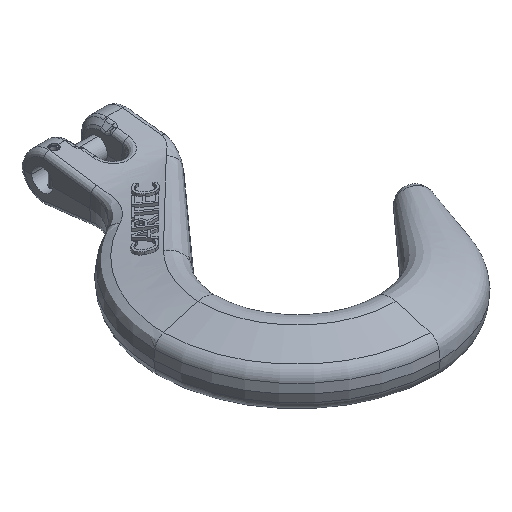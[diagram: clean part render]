
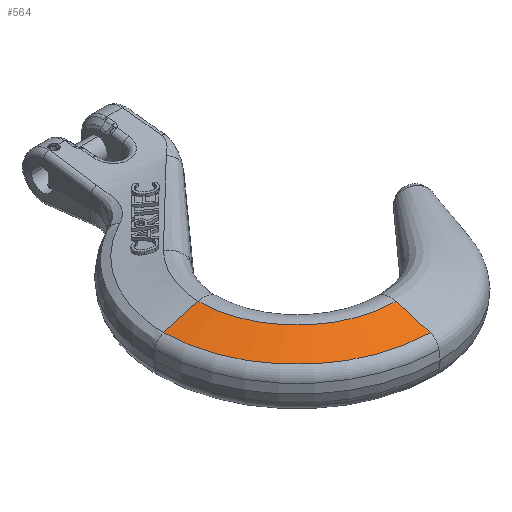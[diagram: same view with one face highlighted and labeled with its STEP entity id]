
A CAD part, isometric view. The second image highlights one B-rep face of the part: STEP entity #564.
In plain terms, the highlighted conical face has half-angle 73.69 degrees and reference radius 36.336 mm.
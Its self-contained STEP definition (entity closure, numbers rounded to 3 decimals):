
#564=ADVANCED_FACE('',(#1258),#1259,.T.);
#1258=FACE_OUTER_BOUND('',#14675,.T.);
#1259=CONICAL_SURFACE('',#14676,36.336,1.286);
#14675=EDGE_LOOP('',(#21019,#21020,#21021,#21022,#21023));
#14676=AXIS2_PLACEMENT_3D('',#21024,#21025,#21026);
#21019=ORIENTED_EDGE('',*,*,#22545,.T.);
#21020=ORIENTED_EDGE('',*,*,#22559,.F.);
#21021=ORIENTED_EDGE('',*,*,#22558,.F.);
#21022=ORIENTED_EDGE('',*,*,#22553,.F.);
#21023=ORIENTED_EDGE('',*,*,#22511,.T.);
#21024=CARTESIAN_POINT('',(0.0,0.0,10.548));
#21025=DIRECTION('',(-0.0,-0.0,-1.0));
#21026=DIRECTION('',(-1.0,0.0,0.0));
#22511=EDGE_CURVE('',#23718,#23716,#23719,.T.);
#22545=EDGE_CURVE('',#23716,#23765,#23766,.T.);
#22553=EDGE_CURVE('',#23718,#23775,#23776,.T.);
#22558=EDGE_CURVE('',#23775,#23781,#23782,.T.);
#22559=EDGE_CURVE('',#23781,#23765,#23783,.T.);
#23716=VERTEX_POINT('',#27722);
#23718=VERTEX_POINT('',#27844);
#23719=LINE('',#27845,#27846);
#23765=VERTEX_POINT('',#28651);
#23766=CIRCLE('',#28652,48.807);
#23775=VERTEX_POINT('',#28662);
#23776=CIRCLE('',#28663,36.336);
#23781=VERTEX_POINT('',#28677);
#23782=B_SPLINE_CURVE_WITH_KNOTS('',3,(#28678,#28679,#28680,#28681,#28682,#28683,#28684,#28685,#28686,#28687,#28688,#28689),.UNSPECIFIED.,.F.,.F.,(4,1,1,1,1,1,1,1,1,4),(0.427,0.428,0.43,0.434,0.438,0.5,0.563,0.625,0.688,0.718),.UNSPECIFIED.);
#23783=B_SPLINE_CURVE_WITH_KNOTS('',3,(#28690,#28691,#28692,#28693,#28694,#28695,#28696,#28697,#28698),.UNSPECIFIED.,.F.,.F.,(4,1,1,1,1,1,4),(0.718,0.719,0.75,0.758,0.766,0.77,0.771),.UNSPECIFIED.);
#27722=CARTESIAN_POINT('',(-48.807,0.,6.899));
#27844=CARTESIAN_POINT('',(-36.336,0.,10.548));
#27845=CARTESIAN_POINT('',(-36.336,0.,10.548));
#27846=VECTOR('',#33663,10.0);
#28651=CARTESIAN_POINT('',(0.,-48.807,6.899));
#28652=AXIS2_PLACEMENT_3D('',#33696,#33697,#33698);
#28662=CARTESIAN_POINT('',(0.,-36.336,10.548));
#28663=AXIS2_PLACEMENT_3D('',#33709,#33710,#33711);
#28677=CARTESIAN_POINT('',(0.,-46.932,7.448));
#28678=CARTESIAN_POINT('',(0.,-36.336,10.548));
#28679=CARTESIAN_POINT('',(0.,-36.343,10.546));
#28680=CARTESIAN_POINT('',(0.,-36.374,10.537));
#28681=CARTESIAN_POINT('',(0.,-36.454,10.514));
#28682=CARTESIAN_POINT('',(0.,-36.575,10.478));
#28683=CARTESIAN_POINT('',(0.,-37.448,10.223));
#28684=CARTESIAN_POINT('',(0.,-39.039,9.757));
#28685=CARTESIAN_POINT('',(0.,-41.329,9.087));
#28686=CARTESIAN_POINT('',(0.,-43.596,8.424));
#28687=CARTESIAN_POINT('',(0.,-45.459,7.879));
#28688=CARTESIAN_POINT('',(0.,-46.568,7.554));
#28689=CARTESIAN_POINT('',(0.,-46.932,7.448));
#28690=CARTESIAN_POINT('',(0.,-46.932,7.448));
#28691=CARTESIAN_POINT('',(0.,-46.94,7.445));
#28692=CARTESIAN_POINT('',(0.,-47.32,7.334));
#28693=CARTESIAN_POINT('',(0.,-47.792,7.196));
#28694=CARTESIAN_POINT('',(0.,-48.348,7.034));
#28695=CARTESIAN_POINT('',(0.,-48.579,6.966));
#28696=CARTESIAN_POINT('',(0.,-48.732,6.921));
#28697=CARTESIAN_POINT('',(0.,-48.793,6.903));
#28698=CARTESIAN_POINT('',(0.,-48.807,6.899));
#33663=DIRECTION('',(-0.96,0.,-0.281));
#33696=CARTESIAN_POINT('',(0.0,0.0,6.899));
#33697=DIRECTION('',(0.0,0.0,1.0));
#33698=DIRECTION('',(1.0,0.0,0.0));
#33709=CARTESIAN_POINT('',(0.0,0.0,10.548));
#33710=DIRECTION('',(0.0,0.0,1.0));
#33711=DIRECTION('',(1.0,0.0,0.0));
